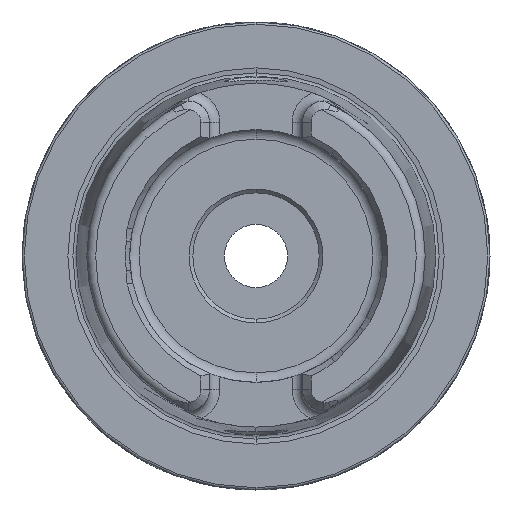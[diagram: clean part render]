
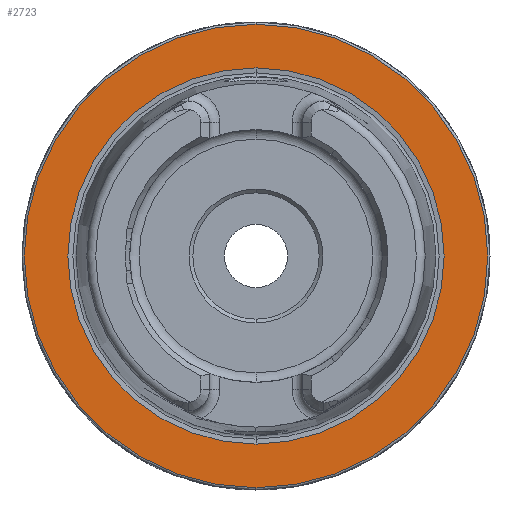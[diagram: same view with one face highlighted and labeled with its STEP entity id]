
A CAD part, left-side view. The second image highlights one B-rep face of the part: STEP entity #2723.
In plain terms, the highlighted planar face has unit normal (-1, 0, 0).
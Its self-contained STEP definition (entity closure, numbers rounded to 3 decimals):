
#28 = CARTESIAN_POINT ( 'NONE',  ( 0., 0., -25.324 ) ) ;
#182 = DIRECTION ( 'NONE',  ( 0., 0., 1. ) ) ;
#183 = DIRECTION ( 'NONE',  ( -1., 0., 0. ) ) ;
#184 = CARTESIAN_POINT ( 'NONE',  ( 0., 0., 0. ) ) ;
#394 = ORIENTED_EDGE ( 'NONE', *, *, #1271, .F. ) ;
#402 = ORIENTED_EDGE ( 'NONE', *, *, #1284, .T. ) ;
#493 = ORIENTED_EDGE ( 'NONE', *, *, #9448, .T. ) ;
#515 = ORIENTED_EDGE ( 'NONE', *, *, #9453, .F. ) ;
#1271 = EDGE_CURVE ( 'NONE', #6014, #5836, #4582, .T. ) ;
#1284 = EDGE_CURVE ( 'NONE', #6145, #6113, #4598, .T. ) ;
#2261 = DIRECTION ( 'NONE',  ( 0., 0., 1. ) ) ;
#2262 = DIRECTION ( 'NONE',  ( -1., 0., 0. ) ) ;
#2263 = CARTESIAN_POINT ( 'NONE',  ( 0., 0., 0. ) ) ;
#2573 = AXIS2_PLACEMENT_3D ( 'NONE', #184, #183, #182 ) ;
#2582 = AXIS2_PLACEMENT_3D ( 'NONE', #2263, #2262, #2261 ) ;
#2723 = ADVANCED_FACE ( 'NONE', ( #4833, #4839 ), #9397, .F. ) ;
#3001 = CIRCLE ( 'NONE', #10761, 31.2 ) ;
#3004 = CIRCLE ( 'NONE', #10764, 25.324 ) ;
#3733 = EDGE_LOOP ( 'NONE', ( #394, #515 ) ) ;
#3757 = EDGE_LOOP ( 'NONE', ( #493, #402 ) ) ;
#4582 = CIRCLE ( 'NONE', #2582, 25.324 ) ;
#4598 = CIRCLE ( 'NONE', #2573, 31.2 ) ;
#4833 = FACE_BOUND ( 'NONE', #3733, .T. ) ;
#4839 = FACE_OUTER_BOUND ( 'NONE', #3757, .T. ) ;
#5836 = VERTEX_POINT ( 'NONE', #28 ) ;
#6014 = VERTEX_POINT ( 'NONE', #9760 ) ;
#6113 = VERTEX_POINT ( 'NONE', #9859 ) ;
#6145 = VERTEX_POINT ( 'NONE', #9891 ) ;
#7857 = CARTESIAN_POINT ( 'NONE',  ( 0., 0., 0. ) ) ;
#7858 = DIRECTION ( 'NONE',  ( -1., 0., 0. ) ) ;
#7859 = DIRECTION ( 'NONE',  ( 0., 0., 1. ) ) ;
#7887 = CARTESIAN_POINT ( 'NONE',  ( 0., 0., 0. ) ) ;
#7888 = DIRECTION ( 'NONE',  ( -1., 0., 0. ) ) ;
#7889 = DIRECTION ( 'NONE',  ( 0., 0., 1. ) ) ;
#9393 = DIRECTION ( 'NONE',  ( 0., 0., -1. ) ) ;
#9394 = DIRECTION ( 'NONE',  ( 1., 0., 0. ) ) ;
#9397 = PLANE ( 'NONE',  #10589 ) ;
#9401 = CARTESIAN_POINT ( 'NONE',  ( 0., 31.2, 0. ) ) ;
#9448 = EDGE_CURVE ( 'NONE', #6113, #6145, #3001, .T. ) ;
#9453 = EDGE_CURVE ( 'NONE', #5836, #6014, #3004, .T. ) ;
#9760 = CARTESIAN_POINT ( 'NONE',  ( 0., 0., 25.324 ) ) ;
#9859 = CARTESIAN_POINT ( 'NONE',  ( 0., 0., 31.2 ) ) ;
#9891 = CARTESIAN_POINT ( 'NONE',  ( 0., 0., -31.2 ) ) ;
#10589 = AXIS2_PLACEMENT_3D ( 'NONE', #9401, #9394, #9393 ) ;
#10761 = AXIS2_PLACEMENT_3D ( 'NONE', #7857, #7858, #7859 ) ;
#10764 = AXIS2_PLACEMENT_3D ( 'NONE', #7887, #7888, #7889 ) ;
